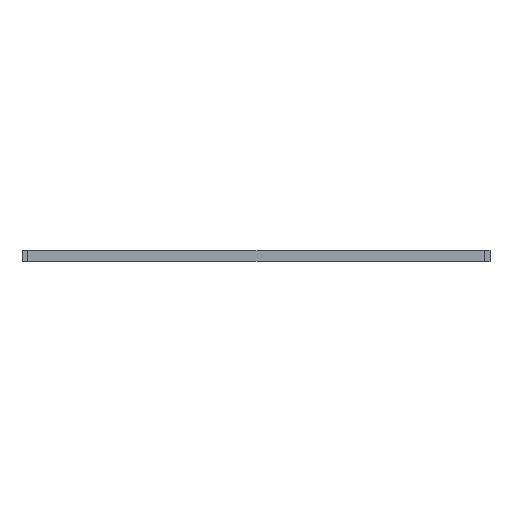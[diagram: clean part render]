
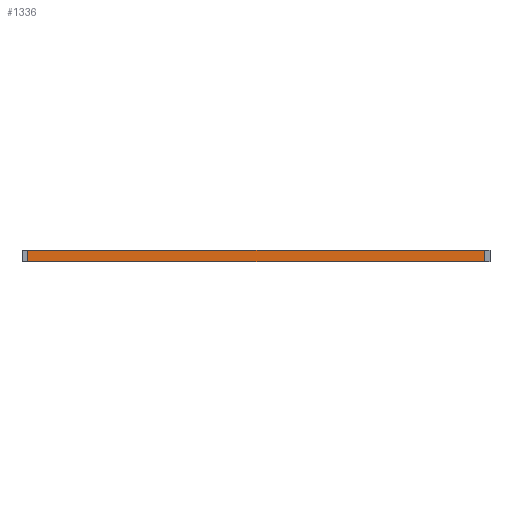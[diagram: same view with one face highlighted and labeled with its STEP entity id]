
A CAD part, front view. The second image highlights one B-rep face of the part: STEP entity #1336.
In plain terms, the highlighted planar face has unit normal (0, -1, 0).
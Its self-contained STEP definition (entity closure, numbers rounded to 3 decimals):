
#200 = VERTEX_POINT('',#201);
#201 = CARTESIAN_POINT('',(127.8,-143.85,0.));
#207 = EDGE_CURVE('',#208,#200,#210,.T.);
#208 = VERTEX_POINT('',#209);
#209 = CARTESIAN_POINT('',(192.6,-143.85,0.));
#210 = LINE('',#211,#212);
#211 = CARTESIAN_POINT('',(192.6,-143.85,0.));
#212 = VECTOR('',#213,1.);
#213 = DIRECTION('',(-1.,0.,0.));
#740 = VERTEX_POINT('',#741);
#741 = CARTESIAN_POINT('',(127.8,-143.85,1.6));
#747 = EDGE_CURVE('',#748,#740,#750,.T.);
#748 = VERTEX_POINT('',#749);
#749 = CARTESIAN_POINT('',(192.6,-143.85,1.6));
#750 = LINE('',#751,#752);
#751 = CARTESIAN_POINT('',(192.6,-143.85,1.6));
#752 = VECTOR('',#753,1.);
#753 = DIRECTION('',(-1.,0.,0.));
#1308 = EDGE_CURVE('',#208,#748,#1309,.T.);
#1309 = LINE('',#1310,#1311);
#1310 = CARTESIAN_POINT('',(192.6,-143.85,0.));
#1311 = VECTOR('',#1312,1.);
#1312 = DIRECTION('',(0.,0.,1.));
#1336 = ADVANCED_FACE('',(#1337),#1348,.T.);
#1337 = FACE_BOUND('',#1338,.T.);
#1338 = EDGE_LOOP('',(#1339,#1340,#1341,#1347));
#1339 = ORIENTED_EDGE('',*,*,#1308,.T.);
#1340 = ORIENTED_EDGE('',*,*,#747,.T.);
#1341 = ORIENTED_EDGE('',*,*,#1342,.F.);
#1342 = EDGE_CURVE('',#200,#740,#1343,.T.);
#1343 = LINE('',#1344,#1345);
#1344 = CARTESIAN_POINT('',(127.8,-143.85,0.));
#1345 = VECTOR('',#1346,1.);
#1346 = DIRECTION('',(0.,0.,1.));
#1347 = ORIENTED_EDGE('',*,*,#207,.F.);
#1348 = PLANE('',#1349);
#1349 = AXIS2_PLACEMENT_3D('',#1350,#1351,#1352);
#1350 = CARTESIAN_POINT('',(192.6,-143.85,0.));
#1351 = DIRECTION('',(0.,-1.,0.));
#1352 = DIRECTION('',(-1.,0.,0.));
